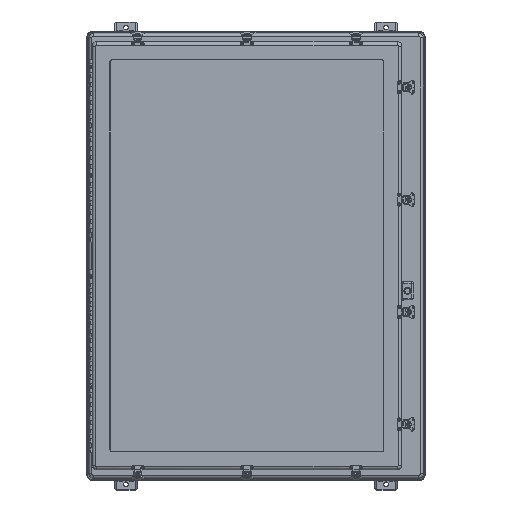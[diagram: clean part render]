
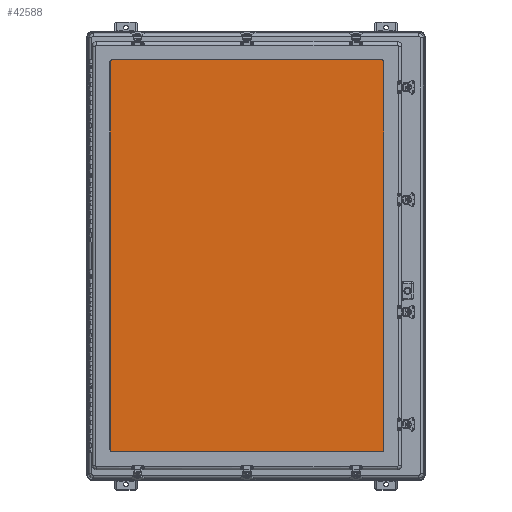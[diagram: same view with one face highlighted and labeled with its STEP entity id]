
A CAD part, top view. The second image highlights one B-rep face of the part: STEP entity #42588.
In plain terms, the highlighted planar face has unit normal (0, 0, 1).
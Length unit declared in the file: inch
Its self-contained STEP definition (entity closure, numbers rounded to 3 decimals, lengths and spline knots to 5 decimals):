
#6496 = CIRCLE ( 'NONE', #92430, 0.23 ) ;
#6627 = VERTEX_POINT ( 'NONE', #144084 ) ;
#8198 = VERTEX_POINT ( 'NONE', #35598 ) ;
#11341 = CARTESIAN_POINT ( 'NONE',  ( -1.00046, 0.0005, 12.67687 ) ) ;
#13505 = DIRECTION ( 'NONE',  ( 0., 0., -1. ) ) ;
#15085 = ORIENTED_EDGE ( 'NONE', *, *, #153839, .F. ) ;
#17228 = AXIS2_PLACEMENT_3D ( 'NONE', #11341, #177481, #149868 ) ;
#18791 = VECTOR ( 'NONE', #110799, 39.37008 ) ;
#21912 = LINE ( 'NONE', #39239, #59198 ) ;
#23200 = EDGE_CURVE ( 'NONE', #163338, #83675, #30706, .T. ) ;
#24137 = CIRCLE ( 'NONE', #45961, 0.23 ) ;
#26469 = CARTESIAN_POINT ( 'NONE',  ( 13.97954, -21.2495, 12.67687 ) ) ;
#27575 = CARTESIAN_POINT ( 'NONE',  ( -15.75046, 21.2505, 12.67687 ) ) ;
#28102 = DIRECTION ( 'NONE',  ( 1., 0., 0. ) ) ;
#28970 = DIRECTION ( 'NONE',  ( 0., 1., 0. ) ) ;
#28978 = CARTESIAN_POINT ( 'NONE',  ( -15.75046, -21.2495, 12.67687 ) ) ;
#30706 = LINE ( 'NONE', #162135, #94303 ) ;
#35598 = CARTESIAN_POINT ( 'NONE',  ( 13.74954, -21.4795, 12.67687 ) ) ;
#38656 = DIRECTION ( 'NONE',  ( 0., 1., 0. ) ) ;
#39239 = CARTESIAN_POINT ( 'NONE',  ( -15.98046, -21.2495, 12.67687 ) ) ;
#39320 = CARTESIAN_POINT ( 'NONE',  ( -15.98046, -21.2495, 12.67687 ) ) ;
#41590 = CARTESIAN_POINT ( 'NONE',  ( 13.74954, -21.4795, 12.67687 ) ) ;
#42588 = ADVANCED_FACE ( 'NONE', ( #133154 ), #108695, .T. ) ;
#45961 = AXIS2_PLACEMENT_3D ( 'NONE', #153477, #140580, #28970 ) ;
#50574 = EDGE_CURVE ( 'NONE', #71854, #163338, #24137, .T. ) ;
#52065 = CARTESIAN_POINT ( 'NONE',  ( -15.75046, -21.4795, 12.67687 ) ) ;
#52230 = CARTESIAN_POINT ( 'NONE',  ( -15.98046, 21.2505, 12.67687 ) ) ;
#56096 = LINE ( 'NONE', #41590, #18791 ) ;
#59198 = VECTOR ( 'NONE', #179078, 39.37008 ) ;
#60544 = VERTEX_POINT ( 'NONE', #52065 ) ;
#68037 = ORIENTED_EDGE ( 'NONE', *, *, #50574, .F. ) ;
#70959 = CARTESIAN_POINT ( 'NONE',  ( -15.75046, 21.4805, 12.67687 ) ) ;
#70967 = ORIENTED_EDGE ( 'NONE', *, *, #107860, .F. ) ;
#71854 = VERTEX_POINT ( 'NONE', #109556 ) ;
#80799 = EDGE_CURVE ( 'NONE', #6627, #71854, #140696, .T. ) ;
#81524 = ORIENTED_EDGE ( 'NONE', *, *, #80799, .F. ) ;
#83675 = VERTEX_POINT ( 'NONE', #26469 ) ;
#84502 = EDGE_CURVE ( 'NONE', #83675, #8198, #6496, .T. ) ;
#84767 = DIRECTION ( 'NONE',  ( 0., 0., -1. ) ) ;
#85765 = VECTOR ( 'NONE', #28102, 39.37008 ) ;
#86280 = DIRECTION ( 'NONE',  ( 0., 1., 0. ) ) ;
#86893 = CARTESIAN_POINT ( 'NONE',  ( 13.74954, -21.2495, 12.67687 ) ) ;
#92430 = AXIS2_PLACEMENT_3D ( 'NONE', #86893, #145163, #86280 ) ;
#94303 = VECTOR ( 'NONE', #119794, 39.37008 ) ;
#102804 = AXIS2_PLACEMENT_3D ( 'NONE', #28978, #84767, #169394 ) ;
#107269 = EDGE_CURVE ( 'NONE', #60544, #153272, #168588, .T. ) ;
#107860 = EDGE_CURVE ( 'NONE', #171124, #6627, #145202, .T. ) ;
#108695 = PLANE ( 'NONE',  #17228 ) ;
#109556 = CARTESIAN_POINT ( 'NONE',  ( 13.74954, 21.4805, 12.67687 ) ) ;
#110799 = DIRECTION ( 'NONE',  ( -1., 0., 0. ) ) ;
#119794 = DIRECTION ( 'NONE',  ( 0., -1., 0. ) ) ;
#133154 = FACE_OUTER_BOUND ( 'NONE', #167733, .T. ) ;
#137223 = ORIENTED_EDGE ( 'NONE', *, *, #107269, .F. ) ;
#140580 = DIRECTION ( 'NONE',  ( 0., 0., -1. ) ) ;
#140696 = LINE ( 'NONE', #70959, #85765 ) ;
#141854 = ORIENTED_EDGE ( 'NONE', *, *, #152361, .F. ) ;
#144084 = CARTESIAN_POINT ( 'NONE',  ( -15.75046, 21.4805, 12.67687 ) ) ;
#145163 = DIRECTION ( 'NONE',  ( 0., 0., -1. ) ) ;
#145202 = CIRCLE ( 'NONE', #159561, 0.23 ) ;
#149868 = DIRECTION ( 'NONE',  ( 0., 1., 0. ) ) ;
#152361 = EDGE_CURVE ( 'NONE', #153272, #171124, #21912, .T. ) ;
#153272 = VERTEX_POINT ( 'NONE', #39320 ) ;
#153477 = CARTESIAN_POINT ( 'NONE',  ( 13.74954, 21.2505, 12.67687 ) ) ;
#153839 = EDGE_CURVE ( 'NONE', #8198, #60544, #56096, .T. ) ;
#155225 = ORIENTED_EDGE ( 'NONE', *, *, #84502, .F. ) ;
#159561 = AXIS2_PLACEMENT_3D ( 'NONE', #27575, #13505, #38656 ) ;
#162135 = CARTESIAN_POINT ( 'NONE',  ( 13.97954, 21.2505, 12.67687 ) ) ;
#163338 = VERTEX_POINT ( 'NONE', #170288 ) ;
#167733 = EDGE_LOOP ( 'NONE', ( #81524, #70967, #141854, #137223, #15085, #155225, #175526, #68037 ) ) ;
#168588 = CIRCLE ( 'NONE', #102804, 0.23 ) ;
#169394 = DIRECTION ( 'NONE',  ( 0., 1., 0. ) ) ;
#170288 = CARTESIAN_POINT ( 'NONE',  ( 13.97954, 21.2505, 12.67687 ) ) ;
#171124 = VERTEX_POINT ( 'NONE', #52230 ) ;
#175526 = ORIENTED_EDGE ( 'NONE', *, *, #23200, .F. ) ;
#177481 = DIRECTION ( 'NONE',  ( 0., 0., 1. ) ) ;
#179078 = DIRECTION ( 'NONE',  ( 0., 1., 0. ) ) ;
